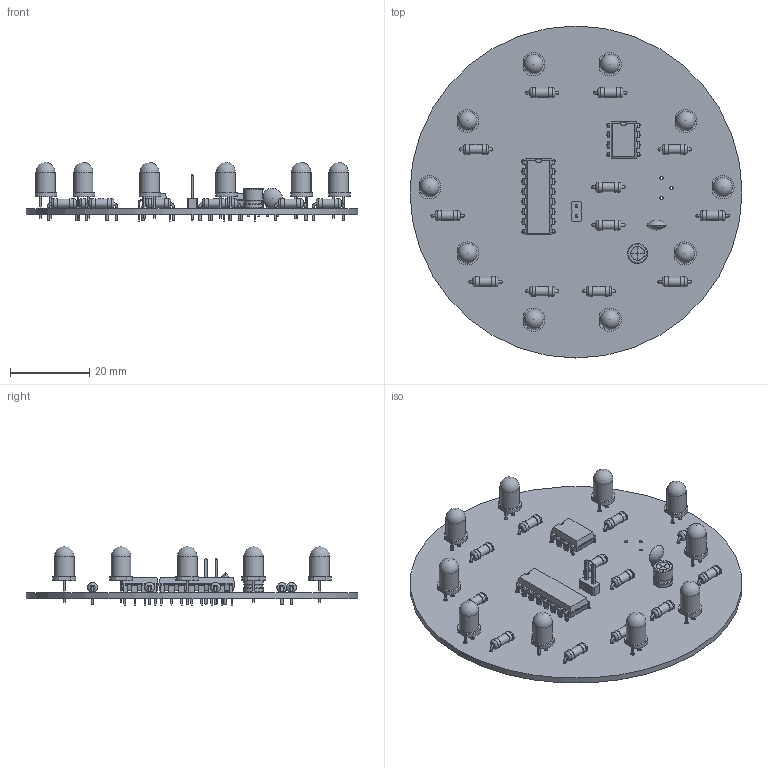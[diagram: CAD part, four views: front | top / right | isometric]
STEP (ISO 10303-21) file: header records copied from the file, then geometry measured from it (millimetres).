
FILE_DESCRIPTION(('KiCad electronic assembly'),'2;1');
FILE_NAME('ledcha.step','2025-11-23T12:59:15',('Pcbnew'),('Kicad'), 'Open CASCADE STEP processor 7.8','KiCad to STEP converter','Unknown' );
FILE_SCHEMA(('AUTOMOTIVE_DESIGN { 1 0 10303 214 1 1 1 1 }'));
Length unit declared in the file: millimetre
Products named in the file (9): ledcha 1; R_Axial_DIN0207_L6.3mm_D2.5mm_P7.62mm_Horizontal; LED_D5.0mm; DIP-8_W7.62mm; C_Disc_D5.0mm_W2.5mm_P2.50mm; DIP-16_W7.62mm; PinHeader_1x02_P2.54mm_Vertical; CP_Radial_D5.0mm_P2.50mm; ledcha_PCB
Assembly tree (28 placements, depth 2):
  ledcha 1
    R_Axial_DIN0207_L6.3mm_D2.5mm_P7.62mm_Horizontal  x12
    LED_D5.0mm  x10
    DIP-8_W7.62mm
    C_Disc_D5.0mm_W2.5mm_P2.50mm
    DIP-16_W7.62mm
    PinHeader_1x02_P2.54mm_Vertical
    CP_Radial_D5.0mm_P2.50mm
    ledcha_PCB
Bounding box: 83.56 x 83.56 x 14.9 mm (x, y, z)
Volume: 10860 mm3; surface area: 15486.4 mm2
Topology: 28 solids, 29 shells, 959 faces, 2283 edges, 1454 vertices
Faces by surface type: plane 615, cylinder 223, bspline 54, torus 50, sphere 12, revolution 5
Full cylindrical faces by diameter (mm): 0.5 x4, 0.6 x24, 0.8 x55, 0.9 x20, 1 x2, 2.25 x12, 2.5 x24, 4.9 x10, 83.565 x1
Entity records: 26092 total; most frequent: CARTESIAN_POINT 5487, ORIENTED_EDGE 3424, DIRECTION 3225, EDGE_CURVE 1712, LINE 1310, VECTOR 1310, VERTEX_POINT 1093, AXIS2_PLACEMENT_3D 955
